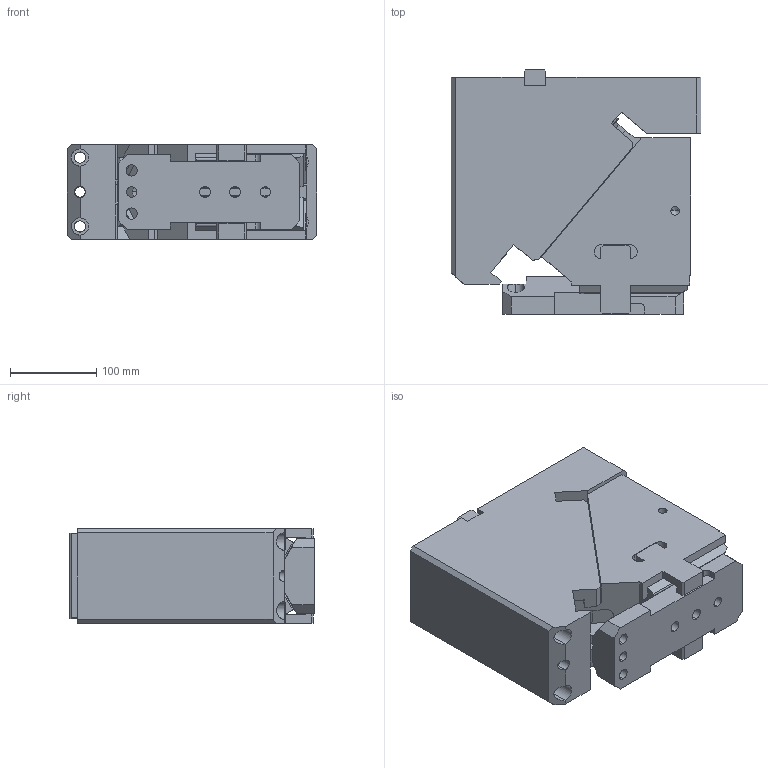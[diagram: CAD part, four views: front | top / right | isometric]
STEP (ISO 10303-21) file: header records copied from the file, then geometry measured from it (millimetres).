
FILE_DESCRIPTION(('CATIA V5 STEP Exchange'),'2;1');
FILE_NAME('CACV_F_110_00.stp','2015-04-27T06:40:49+00:00',('none'),('none'),'CATIA Version 5 Release 19 SP 2 (IN-10)','CATIA V5 STEP AP203','none');
FILE_SCHEMA(('CONFIG_CONTROL_DESIGN'));
Length unit declared in the file: millimetre
Products named in the file (1): CACV_F_110_00
Bounding box: 290 x 284 x 110 mm (x, y, z)
Volume: 7140476 mm3; surface area: 516414.4 mm2
Topology: 3 solids, 5 shells, 371 faces, 1047 edges, 677 vertices
Faces by surface type: plane 248, cylinder 113, cone 10
Entity records: 12637 total; most frequent: CARTESIAN_POINT 3270, ORIENTED_EDGE 2074, DIRECTION 1645, EDGE_CURVE 1037, VECTOR 783, LINE 783, VERTEX_POINT 677, AXIS2_PLACEMENT_3D 509
